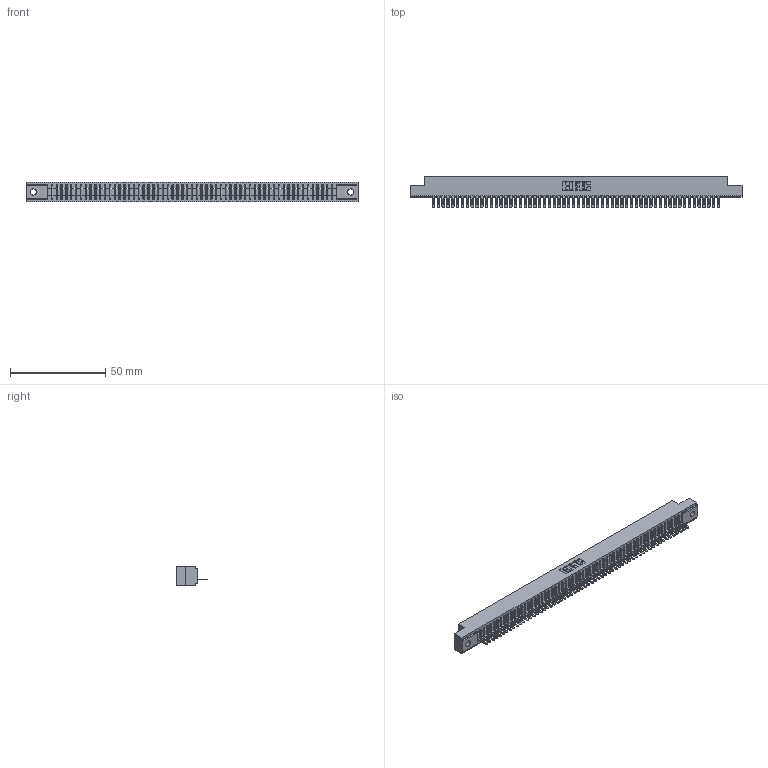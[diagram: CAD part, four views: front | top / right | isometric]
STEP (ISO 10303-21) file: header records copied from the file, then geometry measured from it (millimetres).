
FILE_DESCRIPTION (( 'STEP AP203' ), '1' );
FILE_NAME ('341-060-500-102.STEP', '2018-08-07T16:58:48', ( '' ), ( '' ), 'SwSTEP 2.0', 'SolidWorks 2016', '' );
FILE_SCHEMA (( 'CONFIG_CONTROL_DESIGN' ));
Length unit declared in the file: inch
Products named in the file (3): 341 Part_.128 (3.25) Dia Mounting Holes; 341-292-001_341-292-100; 341-060-500-102
Assembly tree (61 placements, depth 2):
  341-060-500-102
    341 Part_.128 (3.25) Dia Mounting Holes
    341-292-001_341-292-100  x60
Bounding box: 174.62 x 16.69 x 10.16 mm (x, y, z)
Volume: 12519 mm3; surface area: 20052.8 mm2
Topology: 61 solids, 61 shells, 5036 faces, 14536 edges, 9326 vertices
Faces by surface type: plane 3008, cylinder 1788, sphere 122, torus 118
Entity records: 68305 total; most frequent: CARTESIAN_POINT 11612, ORIENTED_EDGE 11600, DIRECTION 11198, EDGE_CURVE 5800, LINE 4702, VECTOR 4702, VERTEX_POINT 3662, AXIS2_PLACEMENT_3D 3248
